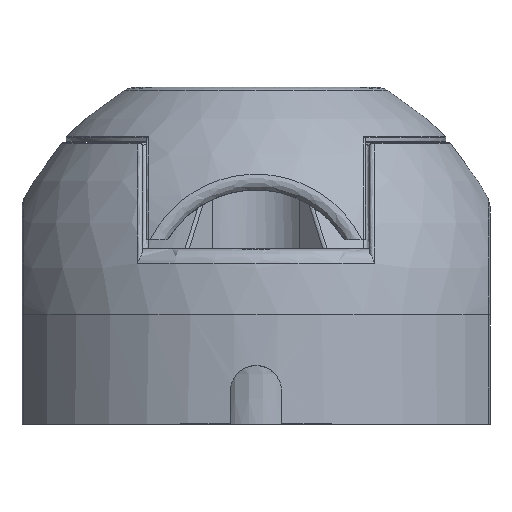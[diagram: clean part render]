
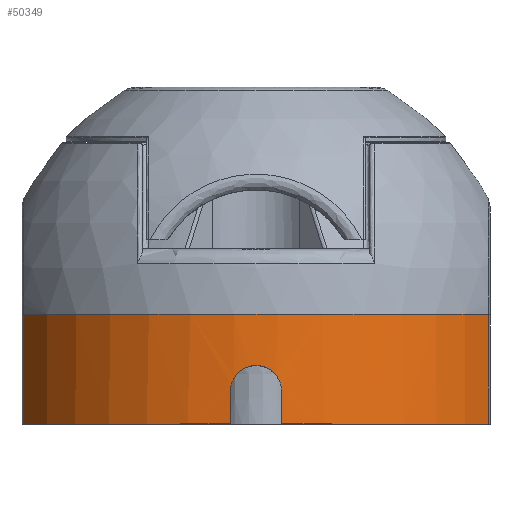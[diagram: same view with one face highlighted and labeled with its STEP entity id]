
A CAD part, top view. The second image highlights one B-rep face of the part: STEP entity #50349.
In plain terms, the highlighted cylindrical face has radius 35.5 mm (diameter 71 mm), a partial arc.
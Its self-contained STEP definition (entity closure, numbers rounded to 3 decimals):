
#6668=CARTESIAN_POINT('',(0.5,-6.5,0.));
#6669=DIRECTION('',(0.,-1.,0.));
#6670=DIRECTION('',(0.894,0.,0.448));
#6671=AXIS2_PLACEMENT_3D('',#6668,#6669,#6670);
#9160=CARTESIAN_POINT('',(0.5,-21.5,0.));
#9161=DIRECTION('',(0.,-1.,0.));
#9162=DIRECTION('',(-0.099,0.,0.995));
#9163=AXIS2_PLACEMENT_3D('',#9160,#9161,#9162);
#9187=DIRECTION('',(0.,-1.,0.));
#9188=VECTOR('',#9187,4.5);
#9189=CARTESIAN_POINT('',(-3.,-17.,35.327));
#9190=LINE('',#9189,#9188);
#9195=CARTESIAN_POINT('',(4.,-17.,35.327));
#9196=CARTESIAN_POINT('',(4.,-16.915,35.327));
#9197=CARTESIAN_POINT('',(3.994,-16.745,35.328));
#9198=CARTESIAN_POINT('',(3.966,-16.491,35.33));
#9199=CARTESIAN_POINT('',(3.92,-16.239,35.335));
#9200=CARTESIAN_POINT('',(3.855,-15.993,35.341));
#9201=CARTESIAN_POINT('',(3.773,-15.75,35.349));
#9202=CARTESIAN_POINT('',(3.672,-15.514,35.358));
#9203=CARTESIAN_POINT('',(3.556,-15.287,35.368));
#9204=CARTESIAN_POINT('',(3.422,-15.068,35.38));
#9205=CARTESIAN_POINT('',(3.273,-14.859,35.392));
#9206=CARTESIAN_POINT('',(3.109,-14.663,35.404));
#9207=CARTESIAN_POINT('',(2.932,-14.478,35.417));
#9208=CARTESIAN_POINT('',(2.74,-14.307,35.429));
#9209=CARTESIAN_POINT('',(2.537,-14.15,35.442));
#9210=CARTESIAN_POINT('',(2.324,-14.009,35.453));
#9211=CARTESIAN_POINT('',(2.1,-13.884,35.464));
#9212=CARTESIAN_POINT('',(1.868,-13.775,35.474));
#9213=CARTESIAN_POINT('',(1.63,-13.684,35.482));
#9214=CARTESIAN_POINT('',(1.385,-13.61,35.489));
#9215=CARTESIAN_POINT('',(1.135,-13.555,35.495));
#9216=CARTESIAN_POINT('',(0.883,-13.518,
35.498));
#9217=CARTESIAN_POINT('',(0.628,-13.499,
35.5));
#9218=CARTESIAN_POINT('',(0.372,-13.499,
35.5));
#9219=CARTESIAN_POINT('',(0.117,-13.518,
35.498));
#9220=CARTESIAN_POINT('',(-0.135,-13.555,
35.495));
#9221=CARTESIAN_POINT('',(-0.385,-13.61,
35.489));
#9222=CARTESIAN_POINT('',(-0.63,-13.684,
35.482));
#9223=CARTESIAN_POINT('',(-0.868,-13.775,
35.474));
#9224=CARTESIAN_POINT('',(-1.1,-13.884,
35.464));
#9225=CARTESIAN_POINT('',(-1.324,-14.009,
35.453));
#9226=CARTESIAN_POINT('',(-1.537,-14.15,
35.442));
#9227=CARTESIAN_POINT('',(-1.74,-14.307,
35.429));
#9228=CARTESIAN_POINT('',(-1.932,-14.478,
35.417));
#9229=CARTESIAN_POINT('',(-2.109,-14.663,
35.404));
#9230=CARTESIAN_POINT('',(-2.273,-14.859,
35.392));
#9231=CARTESIAN_POINT('',(-2.422,-15.068,
35.38));
#9232=CARTESIAN_POINT('',(-2.556,-15.287,
35.368));
#9233=CARTESIAN_POINT('',(-2.672,-15.514,
35.358));
#9234=CARTESIAN_POINT('',(-2.773,-15.75,
35.349));
#9235=CARTESIAN_POINT('',(-2.855,-15.993,
35.341));
#9236=CARTESIAN_POINT('',(-2.92,-16.239,
35.335));
#9237=CARTESIAN_POINT('',(-2.966,-16.491,
35.33));
#9238=CARTESIAN_POINT('',(-2.994,-16.745,
35.328));
#9239=CARTESIAN_POINT('',(-3.,-16.915,35.327));
#9240=CARTESIAN_POINT('',(-3.,-17.,35.327));
#9242=DIRECTION('',(0.,-1.,0.));
#9243=VECTOR('',#9242,15.);
#9244=CARTESIAN_POINT('',(32.235,-6.5,15.911));
#9245=LINE('',#9244,#9243);
#9546=CARTESIAN_POINT('',(0.5,-21.5,0.));
#9547=DIRECTION('',(0.,-1.,0.));
#9548=DIRECTION('',(0.894,0.,0.448));
#9549=AXIS2_PLACEMENT_3D('',#9546,#9547,#9548);
#9943=DIRECTION('',(0.,-1.,0.));
#9944=VECTOR('',#9943,4.5);
#9945=CARTESIAN_POINT('',(4.,-17.,35.327));
#9946=LINE('',#9945,#9944);
#10414=DIRECTION('',(0.,-1.,0.));
#10415=VECTOR('',#10414,15.);
#10416=CARTESIAN_POINT('',(-31.235,-6.5,
15.911));
#10417=LINE('',#10416,#10415);
#34599=CARTESIAN_POINT('',(32.235,-6.5,
15.911));
#34600=CARTESIAN_POINT('',(32.235,-21.5,15.911));
#34601=VERTEX_POINT('',#34599);
#34602=VERTEX_POINT('',#34600);
#34619=CARTESIAN_POINT('',(-31.235,-6.5,
15.911));
#34620=CARTESIAN_POINT('',(-31.235,-21.5,15.911));
#34621=VERTEX_POINT('',#34619);
#34622=VERTEX_POINT('',#34620);
#34824=VERTEX_POINT('',#9195);
#34825=VERTEX_POINT('',#9240);
#34826=CARTESIAN_POINT('',(-3.,-21.5,35.327));
#34827=VERTEX_POINT('',#34826);
#34828=CARTESIAN_POINT('',(4.,-21.5,35.327));
#34829=VERTEX_POINT('',#34828);
#50329=CARTESIAN_POINT('',(0.5,19.,0.));
#50330=DIRECTION('',(0.,-1.,0.));
#50331=DIRECTION('',(-1.,0.,0.));
#50332=AXIS2_PLACEMENT_3D('',#50329,#50330,#50331);
#50333=CYLINDRICAL_SURFACE('',#50332,35.5);
#50335=ORIENTED_EDGE('',*,*,#50334,.T.);
#50337=ORIENTED_EDGE('',*,*,#50336,.T.);
#50339=ORIENTED_EDGE('',*,*,#50338,.F.);
#50341=ORIENTED_EDGE('',*,*,#50340,.T.);
#50342=ORIENTED_EDGE('',*,*,#50322,.T.);
#50343=ORIENTED_EDGE('',*,*,#50293,.T.);
#50345=ORIENTED_EDGE('',*,*,#50344,.F.);
#50346=ORIENTED_EDGE('',*,*,#47226,.F.);
#50347=EDGE_LOOP('',(#50335,#50337,#50339,#50341,#50342,#50343,#50345,#50346));
#50348=FACE_OUTER_BOUND('',#50347,.F.);
#50349=ADVANCED_FACE('',(#50348),#50333,.T.);
#6672=CIRCLE('',#6671,35.5);
#9164=CIRCLE('',#9163,35.5);
#9241=B_SPLINE_CURVE_WITH_KNOTS('',3,(#9195,#9196,#9197,#9198,#9199,#9200,#9201,
#9202,#9203,#9204,#9205,#9206,#9207,#9208,#9209,#9210,#9211,#9212,#9213,#9214,
#9215,#9216,#9217,#9218,#9219,#9220,#9221,#9222,#9223,#9224,#9225,#9226,#9227,
#9228,#9229,#9230,#9231,#9232,#9233,#9234,#9235,#9236,#9237,#9238,#9239,#9240),
.UNSPECIFIED.,.F.,.F.,(4,1,1,1,1,1,1,1,1,1,1,1,1,1,1,1,1,1,1,1,1,1,1,1,1,1,1,1,
1,1,1,1,1,1,1,1,1,1,1,1,1,1,1,4),(0.,0.023,0.047,
0.07,0.093,0.116,0.14,
0.163,0.186,0.209,0.233,
0.256,0.279,0.302,0.326,
0.349,0.372,0.395,0.419,
0.442,0.465,0.488,0.512,
0.535,0.558,0.581,0.605,
0.628,0.651,0.674,0.698,
0.721,0.744,0.767,0.791,
0.814,0.837,0.86,0.884,
0.907,0.93,0.953,0.977,1.),
.UNSPECIFIED.);
#9550=CIRCLE('',#9549,35.5);
#47226=EDGE_CURVE('',#34601,#34621,#6672,.T.);
#50293=EDGE_CURVE('',#34827,#34622,#9164,.T.);
#50322=EDGE_CURVE('',#34825,#34827,#9190,.T.);
#50334=EDGE_CURVE('',#34601,#34602,#9245,.T.);
#50336=EDGE_CURVE('',#34602,#34829,#9550,.T.);
#50338=EDGE_CURVE('',#34824,#34829,#9946,.T.);
#50340=EDGE_CURVE('',#34824,#34825,#9241,.T.);
#50344=EDGE_CURVE('',#34621,#34622,#10417,.T.);
